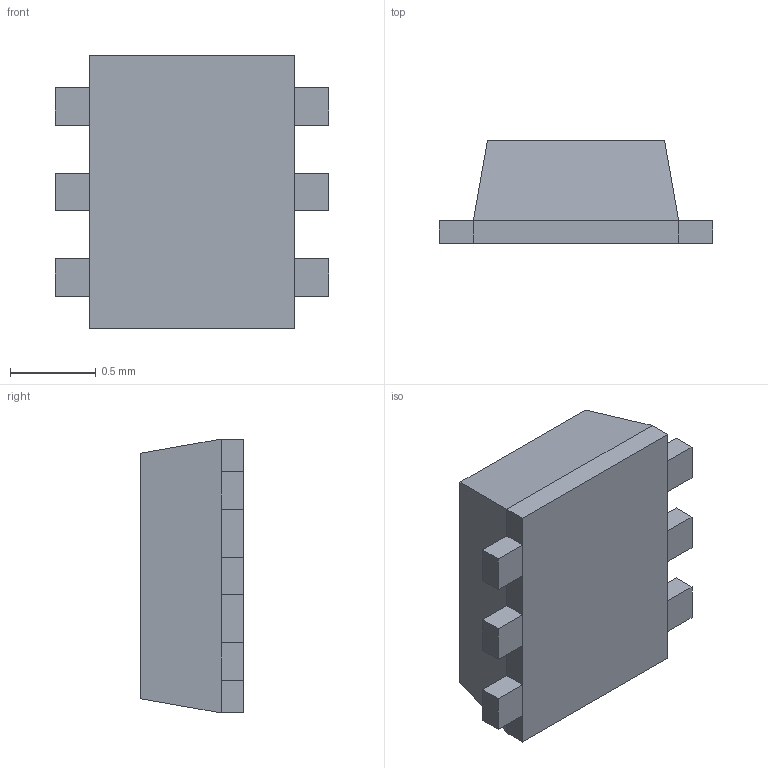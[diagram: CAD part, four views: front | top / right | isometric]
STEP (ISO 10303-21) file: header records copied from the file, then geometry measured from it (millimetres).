
FILE_DESCRIPTION (( 'STEP AP214' ), '1' );
FILE_NAME ('NSBA143TDXV6T5G.STEP', '2021-09-21T08:16:35', ( '' ), ( '' ), 'SwSTEP 2.0', 'SolidWorks 2017', '' );
FILE_SCHEMA (( 'AUTOMOTIVE_DESIGN' ));
Length unit declared in the file: millimetre
Products named in the file (1): NSBA143TDXV6T5G
Bounding box: 1.6 x 0.6 x 1.6 mm (x, y, z)
Volume: 1.1 mm3; surface area: 8 mm2
Topology: 8 solids, 8 shells, 53 faces, 104 edges, 68 vertices
Faces by surface type: plane 49, cylinder 4
Entity records: 1431 total; most frequent: CARTESIAN_POINT 226, DIRECTION 220, ORIENTED_EDGE 208, EDGE_CURVE 104, VECTOR 96, LINE 96, VERTEX_POINT 68, AXIS2_PLACEMENT_3D 62
